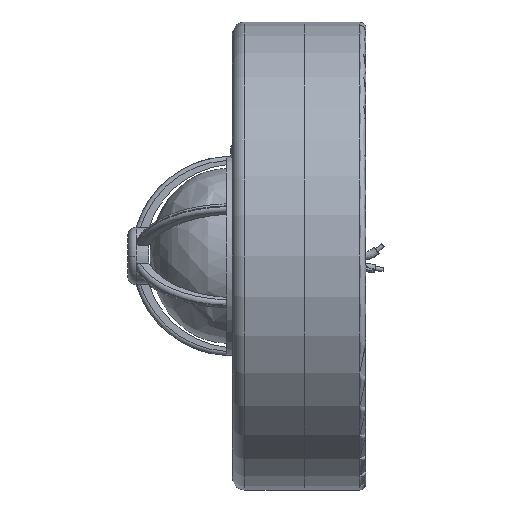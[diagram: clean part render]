
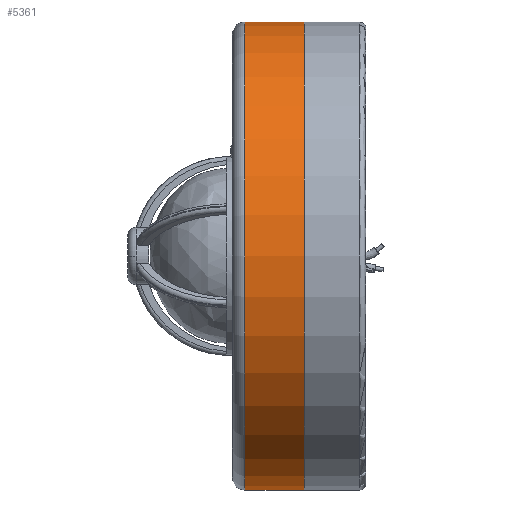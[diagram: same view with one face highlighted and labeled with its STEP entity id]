
A CAD part, left-side view. The second image highlights one B-rep face of the part: STEP entity #5361.
In plain terms, the highlighted cylindrical face has radius 57 mm (diameter 114 mm), a partial arc.
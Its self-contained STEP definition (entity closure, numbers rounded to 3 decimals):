
#99 = DIRECTION ( 'NONE',  ( 0., 0., 1. ) ) ;
#102 = VERTEX_POINT ( 'NONE', #5496 ) ;
#175 = CARTESIAN_POINT ( 'NONE',  ( 0., -146.22, 57. ) ) ;
#245 = LINE ( 'NONE', #1099, #6932 ) ;
#497 = EDGE_CURVE ( 'NONE', #102, #5451, #4247, .T. ) ;
#909 = CIRCLE ( 'NONE', #954, 57. ) ;
#954 = AXIS2_PLACEMENT_3D ( 'NONE', #4504, #6318, #7383 ) ;
#1099 = CARTESIAN_POINT ( 'NONE',  ( 0., -146.22, -57. ) ) ;
#1468 = CARTESIAN_POINT ( 'NONE',  ( 0., 29.5, 57. ) ) ;
#1694 = VERTEX_POINT ( 'NONE', #7271 ) ;
#1882 = DIRECTION ( 'NONE',  ( 0., 1., 0. ) ) ;
#1945 = CYLINDRICAL_SURFACE ( 'NONE', #4924, 57. ) ;
#2022 = DIRECTION ( 'NONE',  ( 0., -1., 0. ) ) ;
#2167 = CIRCLE ( 'NONE', #6236, 57. ) ;
#2240 = EDGE_LOOP ( 'NONE', ( #4107, #6867, #7227, #7098 ) ) ;
#2297 = EDGE_CURVE ( 'NONE', #6469, #1694, #245, .T. ) ;
#2397 = CARTESIAN_POINT ( 'NONE',  ( 0., 29.5, 0. ) ) ;
#2690 = VECTOR ( 'NONE', #4224, 1000. ) ;
#2797 = CARTESIAN_POINT ( 'NONE',  ( 0., 15., -57. ) ) ;
#3023 = CARTESIAN_POINT ( 'NONE',  ( 0., -146.22, 0. ) ) ;
#4107 = ORIENTED_EDGE ( 'NONE', *, *, #2297, .F. ) ;
#4224 = DIRECTION ( 'NONE',  ( 0., 1., 0. ) ) ;
#4247 = LINE ( 'NONE', #175, #2690 ) ;
#4504 = CARTESIAN_POINT ( 'NONE',  ( 0., 15., 0. ) ) ;
#4924 = AXIS2_PLACEMENT_3D ( 'NONE', #3023, #1882, #99 ) ;
#5361 = ADVANCED_FACE ( 'NONE', ( #7443 ), #1945, .T. ) ;
#5451 = VERTEX_POINT ( 'NONE', #1468 ) ;
#5496 = CARTESIAN_POINT ( 'NONE',  ( 0., 15., 57. ) ) ;
#6236 = AXIS2_PLACEMENT_3D ( 'NONE', #2397, #2022, #6620 ) ;
#6318 = DIRECTION ( 'NONE',  ( 0., -1., 0. ) ) ;
#6469 = VERTEX_POINT ( 'NONE', #2797 ) ;
#6620 = DIRECTION ( 'NONE',  ( 0., 0., 1. ) ) ;
#6639 = EDGE_CURVE ( 'NONE', #5451, #1694, #2167, .T. ) ;
#6867 = ORIENTED_EDGE ( 'NONE', *, *, #6884, .F. ) ;
#6884 = EDGE_CURVE ( 'NONE', #102, #6469, #909, .T. ) ;
#6932 = VECTOR ( 'NONE', #7492, 1000. ) ;
#7098 = ORIENTED_EDGE ( 'NONE', *, *, #6639, .T. ) ;
#7227 = ORIENTED_EDGE ( 'NONE', *, *, #497, .T. ) ;
#7271 = CARTESIAN_POINT ( 'NONE',  ( 0., 29.5, -57. ) ) ;
#7383 = DIRECTION ( 'NONE',  ( 0., 0., 1. ) ) ;
#7443 = FACE_OUTER_BOUND ( 'NONE', #2240, .T. ) ;
#7492 = DIRECTION ( 'NONE',  ( 0., 1., 0. ) ) ;
